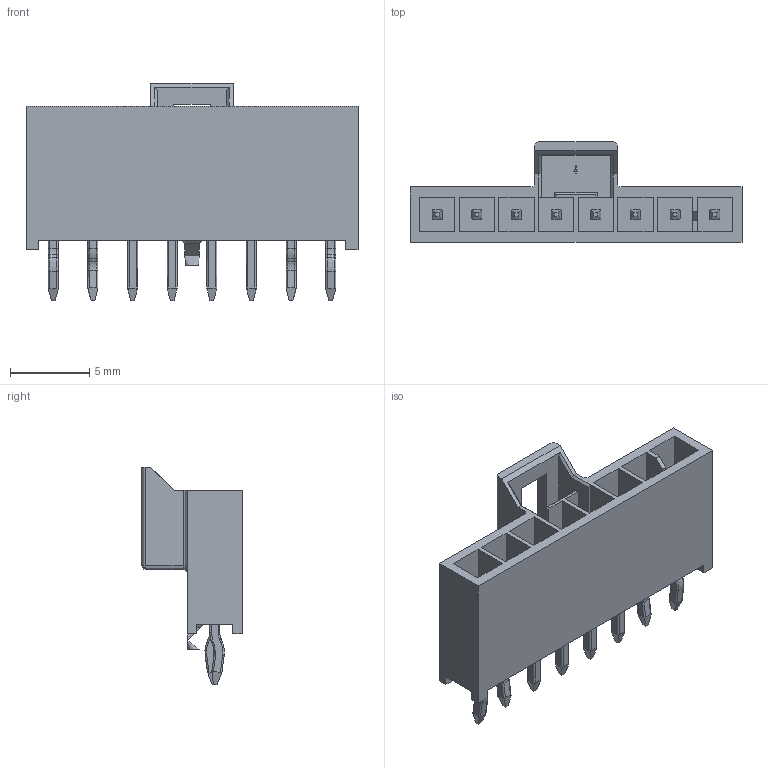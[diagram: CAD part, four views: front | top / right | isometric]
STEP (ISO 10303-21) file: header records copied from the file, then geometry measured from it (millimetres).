
FILE_DESCRIPTION( ('This file contains a STEP AP42 implementation' ,'as created by ZW3D STEP Interface translator.') ,'2;1' );
FILE_NAME( 'WF2508-1WSH08XXBA1.stp' ,'24 1 4.141810', (''), ('ZWCAD Software Co.'), 'Version 1.0', 'ZW3D to STEP translator', '' );
FILE_SCHEMA(('AUTOMOTIVE_DESIGN { 1 0 10303 214 1 1 1 1 }'));
Length unit declared in the file: millimetre
Products named in the file (2): 0; WF2508-1WSH08XXBA1
Bounding box: 20.94 x 6.34 x 13.71 mm (x, y, z)
Volume: 421.6 mm3
Topology: 1 solids, 3 shells, 553 faces, 1442 edges, 936 vertices
Faces by surface type: plane 386, cylinder 122, torus 34, bspline 9, sphere 2
Entity records: 18197 total; most frequent: CARTESIAN_POINT 3900, ORIENTED_EDGE 2890, DIRECTION 2713, EDGE_CURVE 1445, VECTOR 1083, LINE 1083, VERTEX_POINT 938, AXIS2_PLACEMENT_3D 815
